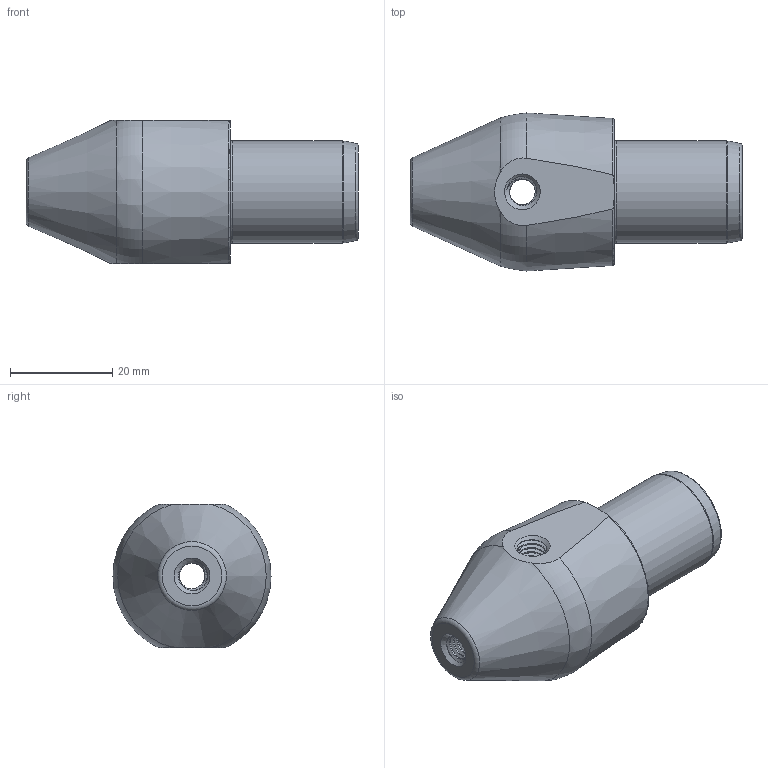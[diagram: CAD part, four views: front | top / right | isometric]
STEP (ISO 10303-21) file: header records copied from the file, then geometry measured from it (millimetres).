
FILE_DESCRIPTION(('Open CASCADE Model'),'2;1');
FILE_NAME('Open CASCADE Shape Model','2022-01-12T08:08:05',( 'Analysis Situs'),('Analysis Situs'), 'Open CASCADE STEP processor 7.4','Analysis Situs 1.1.0','Unknown');
FILE_SCHEMA(('AUTOMOTIVE_DESIGN { 1 0 10303 214 1 1 1 1 }'));
Length unit declared in the file: millimetre
Products named in the file (1): Open CASCADE STEP translator 7.4 1
Bounding box: 65 x 30.94 x 28 mm (x, y, z)
Volume: 22603 mm3; surface area: 8273.1 mm2
Topology: 1 solids, 1 shells, 76 faces, 298 edges, 223 vertices
Faces by surface type: cylinder 37, bspline 18, cone 9, torus 5, plane 5, revolution 2
Full cylindrical faces by diameter (mm): 5 x27, 13.1 x1, 20 x1
Entity records: 33838 total; most frequent: CARTESIAN_POINT 28056, DIRECTION 624, ORIENTED_EDGE 596, PCURVE 596, DEFINITIONAL_REPRESENTATION 596, LINE 348, VECTOR 348, B_SPLINE_CURVE_WITH_KNOTS 320
